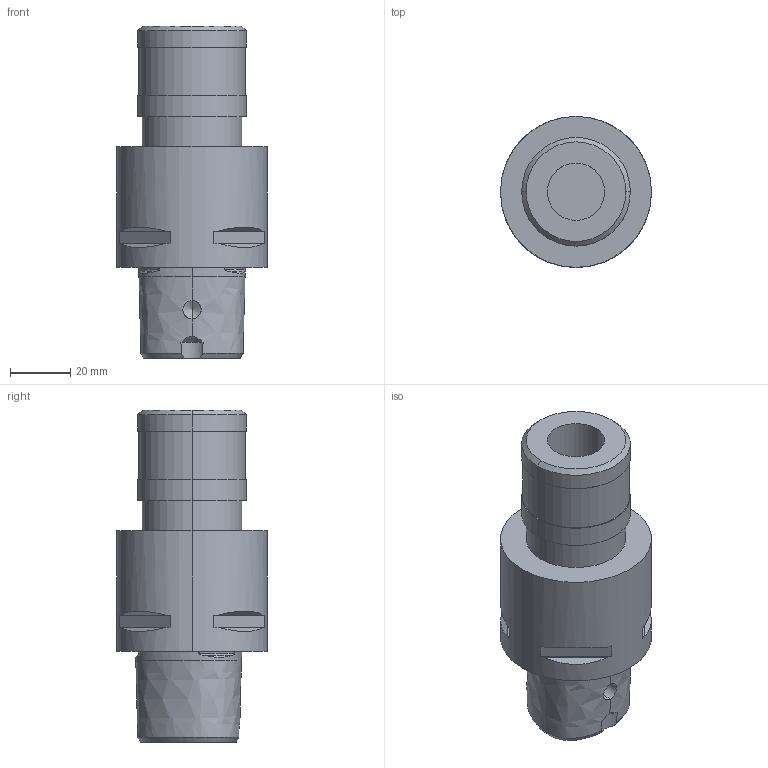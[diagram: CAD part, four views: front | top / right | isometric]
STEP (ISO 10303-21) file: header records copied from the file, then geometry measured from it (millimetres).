
FILE_DESCRIPTION (( 'STEP AP203' ), '1' );
FILE_NAME ('STP-5142-580-001-080-0.STEP', '2024-03-28T03:40:27', ( '' ), ( '' ), 'SwSTEP 2.0', 'SolidWorks 2017', '' );
FILE_SCHEMA (( 'CONFIG_CONTROL_DESIGN' ));
Length unit declared in the file: millimetre
Products named in the file (1): STP-5142-580-001-080-0
Bounding box: 50 x 50 x 110 mm (x, y, z)
Volume: 122532.5 mm3; surface area: 22725.9 mm2
Topology: 1 solids, 1 shells, 90 faces, 208 edges, 128 vertices
Faces by surface type: plane 32, cylinder 25, cone 18, torus 9, bspline 6
Entity records: 4836 total; most frequent: CARTESIAN_POINT 2785, DIRECTION 410, ORIENTED_EDGE 408, EDGE_CURVE 204, AXIS2_PLACEMENT_3D 174, VERTEX_POINT 128, EDGE_LOOP 104, FACE_OUTER_BOUND 90
